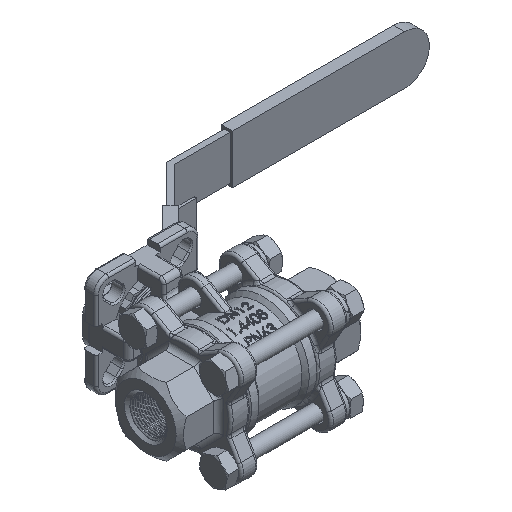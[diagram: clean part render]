
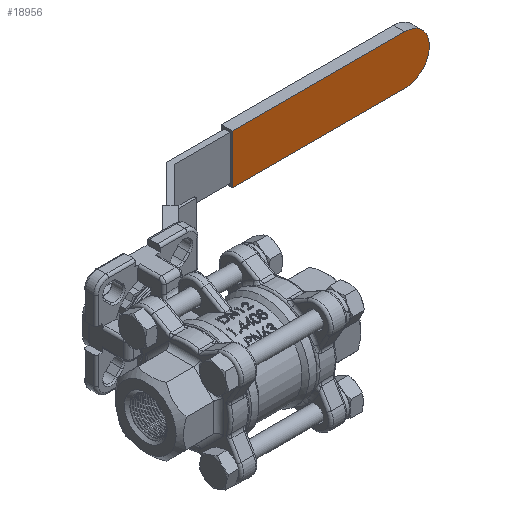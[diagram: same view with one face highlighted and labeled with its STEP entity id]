
A CAD part, isometric view. The second image highlights one B-rep face of the part: STEP entity #18956.
In plain terms, the highlighted face is planar.
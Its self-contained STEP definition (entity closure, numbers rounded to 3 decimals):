
#1870=CIRCLE('',#27725,10.);
#2549=ORIENTED_EDGE('',*,*,#8449,.F.);
#2550=ORIENTED_EDGE('',*,*,#8454,.T.);
#2551=ORIENTED_EDGE('',*,*,#8452,.T.);
#2552=ORIENTED_EDGE('',*,*,#8440,.T.);
#8440=EDGE_CURVE('',#11405,#11403,#13364,.T.);
#8449=EDGE_CURVE('',#11412,#11403,#13373,.T.);
#8452=EDGE_CURVE('',#11414,#11405,#13375,.T.);
#8454=EDGE_CURVE('',#11412,#11414,#1870,.F.);
#11403=VERTEX_POINT('',#33557);
#11405=VERTEX_POINT('',#33560);
#11412=VERTEX_POINT('',#33576);
#11414=VERTEX_POINT('',#33584);
#13364=LINE('',#33559,#14650);
#13373=LINE('',#33577,#14659);
#13375=LINE('',#33583,#14661);
#14650=VECTOR('',#29282,1000.);
#14659=VECTOR('',#29293,1000.);
#14661=VECTOR('',#29301,1000.);
#15930=EDGE_LOOP('',(#2549,#2550,#2551,#2552));
#17222=FACE_BOUND('',#15930,.T.);
#18500=PLANE('',#27724);
#18956=ADVANCED_FACE('',(#17222),#18500,.F.);
#27724=AXIS2_PLACEMENT_3D('',#33586,#29303,#29304);
#27725=AXIS2_PLACEMENT_3D('',#33587,#29305,#29306);
#29282=DIRECTION('',(-1.,0.,0.));
#29293=DIRECTION('',(0.,-1.,0.));
#29301=DIRECTION('',(0.,-1.,0.));
#29303=DIRECTION('',(0.,0.,1.));
#29304=DIRECTION('',(1.,0.,0.));
#29305=DIRECTION('',(0.,0.,1.));
#29306=DIRECTION('',(1.,0.,0.));
#33557=CARTESIAN_POINT('',(-10.,0.,-2.25));
#33559=CARTESIAN_POINT('',(10.,0.,-2.25));
#33560=CARTESIAN_POINT('',(10.,0.,-2.25));
#33576=CARTESIAN_POINT('',(-10.,70.,-2.25));
#33577=CARTESIAN_POINT('',(-10.,80.,-2.25));
#33583=CARTESIAN_POINT('',(10.,80.,-2.25));
#33584=CARTESIAN_POINT('',(10.,70.,-2.25));
#33586=CARTESIAN_POINT('',(10.,80.,-2.25));
#33587=CARTESIAN_POINT('',(0.,70.,-2.25));
